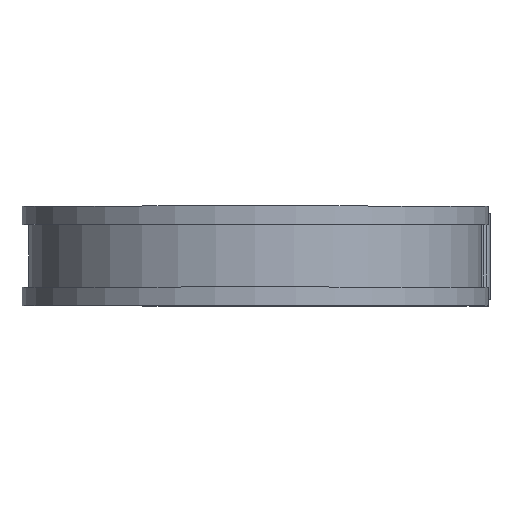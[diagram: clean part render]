
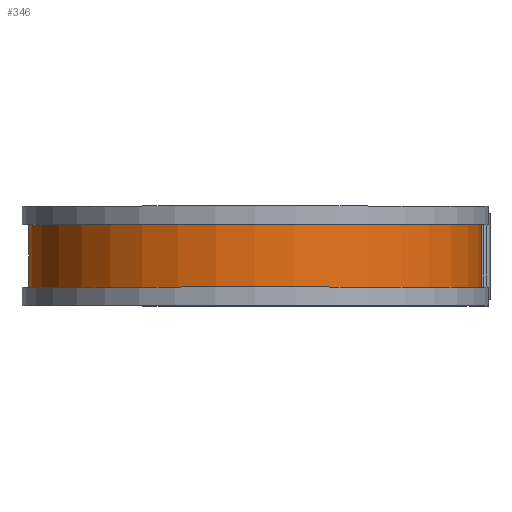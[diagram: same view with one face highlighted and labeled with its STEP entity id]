
A CAD part, top view. The second image highlights one B-rep face of the part: STEP entity #346.
In plain terms, the highlighted cylindrical face has radius 50.368 mm (diameter 100.736 mm), a partial arc.
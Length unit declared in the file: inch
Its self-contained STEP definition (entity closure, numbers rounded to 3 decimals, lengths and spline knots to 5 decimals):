
#235 = AXIS2_PLACEMENT_3D ( 'NONE', #1046, #1249, #1529 ) ;
#283 = ORIENTED_EDGE ( 'NONE', *, *, #305, .F. ) ;
#291 = VERTEX_POINT ( 'NONE', #1299 ) ;
#305 = EDGE_CURVE ( 'NONE', #1346, #585, #1728, .T. ) ;
#337 = ORIENTED_EDGE ( 'NONE', *, *, #483, .F. ) ;
#346 = ADVANCED_FACE ( 'NONE', ( #1749 ), #1714, .T. ) ;
#350 = EDGE_LOOP ( 'NONE', ( #283, #1471, #590, #337 ) ) ;
#417 = CARTESIAN_POINT ( 'NONE',  ( 0., 0.275, 0. ) ) ;
#473 = EDGE_CURVE ( 'NONE', #1346, #1388, #1596, .T. ) ;
#483 = EDGE_CURVE ( 'NONE', #585, #291, #1593, .T. ) ;
#585 = VERTEX_POINT ( 'NONE', #1343 ) ;
#590 = ORIENTED_EDGE ( 'NONE', *, *, #653, .T. ) ;
#653 = EDGE_CURVE ( 'NONE', #1388, #291, #1319, .T. ) ;
#854 = DIRECTION ( 'NONE',  ( 0., -1., 0. ) ) ;
#973 = CARTESIAN_POINT ( 'NONE',  ( 0., 0.375, -1.983 ) ) ;
#994 = AXIS2_PLACEMENT_3D ( 'NONE', #1108, #1193, #997 ) ;
#997 = DIRECTION ( 'NONE',  ( 0., 0., -1. ) ) ;
#1046 = CARTESIAN_POINT ( 'NONE',  ( 0., -0.275, 0. ) ) ;
#1106 = DIRECTION ( 'NONE',  ( 0., -1., 0. ) ) ;
#1108 = CARTESIAN_POINT ( 'NONE',  ( 0., 0.375, 0. ) ) ;
#1149 = CARTESIAN_POINT ( 'NONE',  ( 1.983, 0.275, 0. ) ) ;
#1193 = DIRECTION ( 'NONE',  ( 0., -1., 0. ) ) ;
#1215 = DIRECTION ( 'NONE',  ( 0., 0., -1. ) ) ;
#1217 = DIRECTION ( 'NONE',  ( 0., -1., 0. ) ) ;
#1249 = DIRECTION ( 'NONE',  ( 0., -1., 0. ) ) ;
#1299 = CARTESIAN_POINT ( 'NONE',  ( 0., -0.275, -1.983 ) ) ;
#1319 = LINE ( 'NONE', #973, #1648 ) ;
#1327 = CARTESIAN_POINT ( 'NONE',  ( 1.983, 0.375, 0. ) ) ;
#1343 = CARTESIAN_POINT ( 'NONE',  ( 1.983, -0.275, 0. ) ) ;
#1346 = VERTEX_POINT ( 'NONE', #1149 ) ;
#1388 = VERTEX_POINT ( 'NONE', #1456 ) ;
#1456 = CARTESIAN_POINT ( 'NONE',  ( 0., 0.275, -1.983 ) ) ;
#1471 = ORIENTED_EDGE ( 'NONE', *, *, #473, .T. ) ;
#1529 = DIRECTION ( 'NONE',  ( 0., 0., -1. ) ) ;
#1593 = CIRCLE ( 'NONE', #235, 1.983 ) ;
#1596 = CIRCLE ( 'NONE', #1670, 1.983 ) ;
#1648 = VECTOR ( 'NONE', #854, 39.37008 ) ;
#1670 = AXIS2_PLACEMENT_3D ( 'NONE', #417, #1106, #1215 ) ;
#1714 = CYLINDRICAL_SURFACE ( 'NONE', #994, 1.983 ) ;
#1726 = VECTOR ( 'NONE', #1217, 39.37008 ) ;
#1728 = LINE ( 'NONE', #1327, #1726 ) ;
#1749 = FACE_OUTER_BOUND ( 'NONE', #350, .T. ) ;
